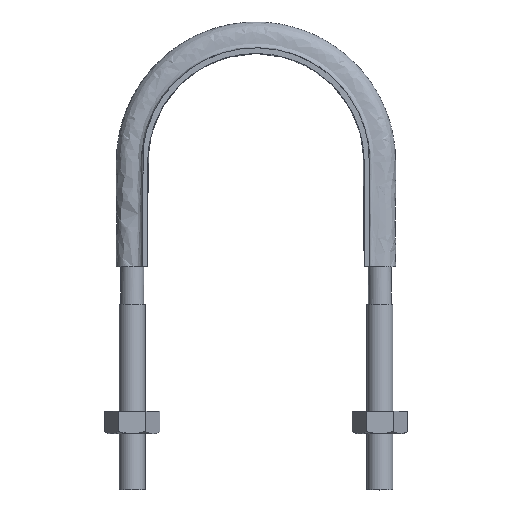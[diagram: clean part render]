
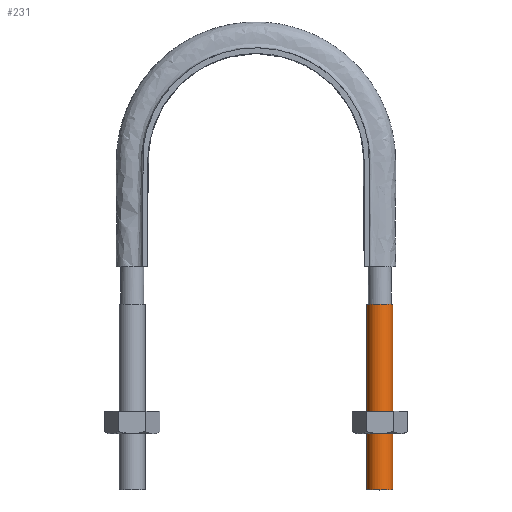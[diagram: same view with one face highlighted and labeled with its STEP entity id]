
A CAD part, top view. The second image highlights one B-rep face of the part: STEP entity #231.
In plain terms, the highlighted cylindrical face has radius 4.6 mm (diameter 9.2 mm), a full revolution.
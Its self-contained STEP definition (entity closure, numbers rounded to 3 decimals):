
#231 = ADVANCED_FACE( '', ( #326, #327 ), #328, .T. );
#326 = FACE_OUTER_BOUND( '', #1323, .T. );
#327 = FACE_OUTER_BOUND( '', #1324, .T. );
#328 = CYLINDRICAL_SURFACE( '', #1325, 4.6 );
#1323 = EDGE_LOOP( '', ( #1569 ) );
#1324 = EDGE_LOOP( '', ( #1570 ) );
#1325 = AXIS2_PLACEMENT_3D( '', #1571, #1572, #1573 );
#1569 = ORIENTED_EDGE( '', *, *, #2047, .T. );
#1570 = ORIENTED_EDGE( '', *, *, #2048, .F. );
#1571 = CARTESIAN_POINT( '', ( 44., 66., 0. ) );
#1572 = DIRECTION( '', ( 0., 1., 0. ) );
#1573 = DIRECTION( '', ( 1., 0., 0. ) );
#2047 = EDGE_CURVE( '', #2225, #2225, #2226, .T. );
#2048 = EDGE_CURVE( '', #2227, #2227, #2228, .T. );
#2225 = VERTEX_POINT( '', #2734 );
#2226 = CIRCLE( '', #2735, 4.6 );
#2227 = VERTEX_POINT( '', #2736 );
#2228 = CIRCLE( '', #2737, 4.6 );
#2734 = CARTESIAN_POINT( '', ( 48.6, 66., 0. ) );
#2735 = AXIS2_PLACEMENT_3D( '', #3140, #3141, #3142 );
#2736 = CARTESIAN_POINT( '', ( 48.6, 0., 0. ) );
#2737 = AXIS2_PLACEMENT_3D( '', #3143, #3144, #3145 );
#3140 = CARTESIAN_POINT( '', ( 44., 66., 0. ) );
#3141 = DIRECTION( '', ( 0., -1., 0. ) );
#3142 = DIRECTION( '', ( 1., 0., 0. ) );
#3143 = CARTESIAN_POINT( '', ( 44., 0., 0. ) );
#3144 = DIRECTION( '', ( 0., -1., 0. ) );
#3145 = DIRECTION( '', ( 1., 0., 0. ) );
